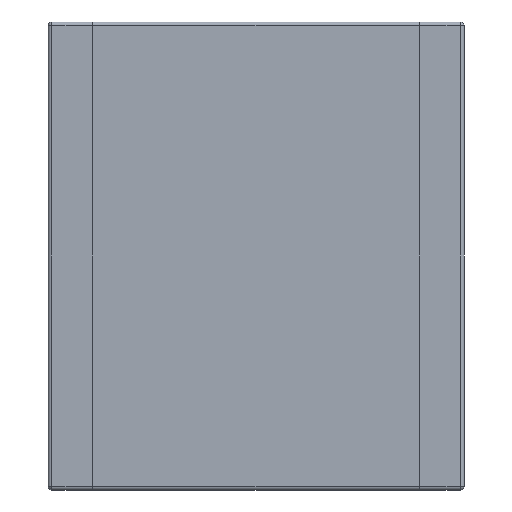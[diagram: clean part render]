
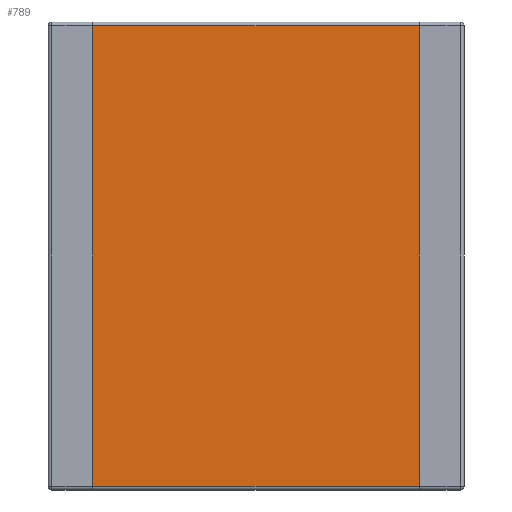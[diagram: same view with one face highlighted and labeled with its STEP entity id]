
A CAD part, front view. The second image highlights one B-rep face of the part: STEP entity #789.
In plain terms, the highlighted planar face has unit normal (0, -1, 0).
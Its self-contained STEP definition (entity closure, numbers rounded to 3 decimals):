
#173 = FACE_OUTER_BOUND ( 'NONE', #788, .T. ) ;
#174 = DIRECTION ( 'NONE',  ( 0., 0., 1. ) ) ;
#175 = VECTOR ( 'NONE', #174, 1000. ) ;
#176 = CARTESIAN_POINT ( 'NONE',  ( -2.2, 0., -3.15 ) ) ;
#177 = LINE ( 'NONE', #176, #175 ) ;
#205 = DIRECTION ( 'NONE',  ( 0., 0., -1. ) ) ;
#206 = DIRECTION ( 'NONE',  ( 0., -1., 0. ) ) ;
#207 = CARTESIAN_POINT ( 'NONE',  ( 2.8, 0., -3.15 ) ) ;
#208 = AXIS2_PLACEMENT_3D ( 'NONE', #207, #206, #205 ) ;
#211 = PLANE ( 'NONE',  #208 ) ;
#216 = CARTESIAN_POINT ( 'NONE',  ( -2.2, 0., -3.1 ) ) ;
#255 = CARTESIAN_POINT ( 'NONE',  ( 2.2, 0., -3.1 ) ) ;
#256 = DIRECTION ( 'NONE',  ( 0., 0., -1. ) ) ;
#257 = VECTOR ( 'NONE', #256, 1000. ) ;
#258 = CARTESIAN_POINT ( 'NONE',  ( 2.2, 0., -3.15 ) ) ;
#259 = LINE ( 'NONE', #258, #257 ) ;
#492 = ORIENTED_EDGE ( 'NONE', *, *, #496, .T. ) ;
#493 = ORIENTED_EDGE ( 'NONE', *, *, #809, .F. ) ;
#496 = EDGE_CURVE ( 'NONE', #542, #617, #877, .T. ) ;
#497 = EDGE_CURVE ( 'NONE', #798, #810, #873, .T. ) ;
#542 = VERTEX_POINT ( 'NONE', #1003 ) ;
#617 = VERTEX_POINT ( 'NONE', #1262 ) ;
#786 = EDGE_CURVE ( 'NONE', #798, #617, #177, .T. ) ;
#787 = ORIENTED_EDGE ( 'NONE', *, *, #497, .T. ) ;
#788 = EDGE_LOOP ( 'NONE', ( #790, #787, #493, #492 ) ) ;
#789 = ADVANCED_FACE ( 'NONE', ( #173 ), #211, .T. ) ;
#790 = ORIENTED_EDGE ( 'NONE', *, *, #786, .F. ) ;
#798 = VERTEX_POINT ( 'NONE', #216 ) ;
#809 = EDGE_CURVE ( 'NONE', #542, #810, #259, .T. ) ;
#810 = VERTEX_POINT ( 'NONE', #255 ) ;
#870 = DIRECTION ( 'NONE',  ( 1., 0., 0. ) ) ;
#871 = VECTOR ( 'NONE', #870, 1000. ) ;
#872 = CARTESIAN_POINT ( 'NONE',  ( 2.8, 0., -3.1 ) ) ;
#873 = LINE ( 'NONE', #872, #871 ) ;
#874 = DIRECTION ( 'NONE',  ( -1., 0., 0. ) ) ;
#875 = VECTOR ( 'NONE', #874, 1000. ) ;
#876 = CARTESIAN_POINT ( 'NONE',  ( -2.8, 0., 3.1 ) ) ;
#877 = LINE ( 'NONE', #876, #875 ) ;
#1003 = CARTESIAN_POINT ( 'NONE',  ( 2.2, 0., 3.1 ) ) ;
#1262 = CARTESIAN_POINT ( 'NONE',  ( -2.2, 0., 3.1 ) ) ;
